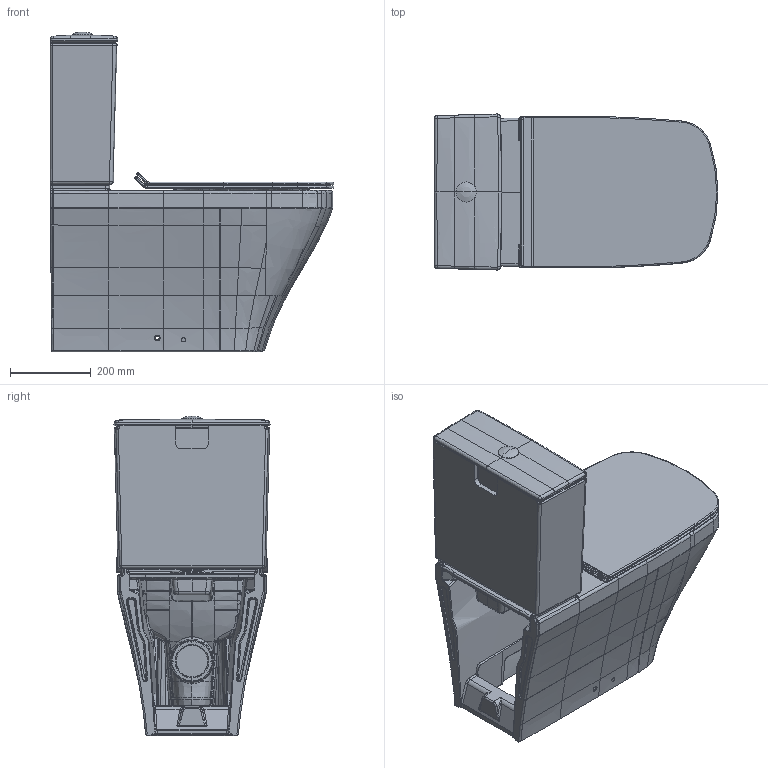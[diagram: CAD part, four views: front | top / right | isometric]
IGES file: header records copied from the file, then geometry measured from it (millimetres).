
Global section: file name: No Iges File Name specified; native system: Autodesk Inventor 2011; preprocessor: AutoDesk Inventor Iges Exporter R2011; author: Administrator; date: 20130529.135847; units: millimetre
Bounding box: 703.85 x 387.03 x 792.49 mm (x, y, z)
Volume: 37952956 mm3; surface area: 3402046 mm2
Topology: 13 solids, 13 shells, 1996 faces, 4662 edges, 2667 vertices
Faces by surface type: bspline 1468, cylinder 172, plane 146, revolution 135, torus 63, sphere 6, cone 6
